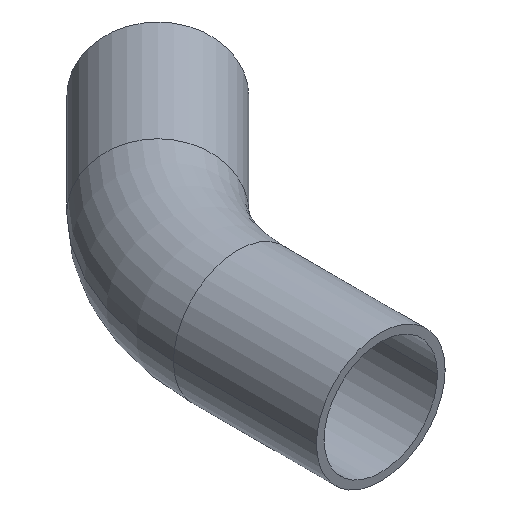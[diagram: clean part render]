
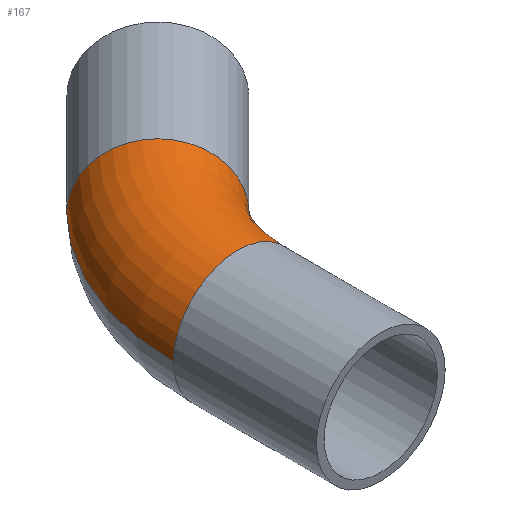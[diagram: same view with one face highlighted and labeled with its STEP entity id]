
A CAD part, isometric view. The second image highlights one B-rep face of the part: STEP entity #167.
In plain terms, the highlighted toroidal (fillet/blend) face has major radius 135 mm and minor radius 45 mm.
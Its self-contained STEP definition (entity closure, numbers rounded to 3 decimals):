
#87 = VERTEX_POINT( '', #221 );
#93 = EDGE_CURVE( '', #87, #185, #227, .T. );
#131 = EDGE_CURVE( '', #87, #171, #272, .T. );
#137 = VERTEX_POINT( '', #278 );
#155 = EDGE_CURVE( '', #137, #171, #296, .T. );
#159 = EDGE_CURVE( '', #137, #185, #301, .T. );
#167 = ADVANCED_FACE( '', ( #312 ), #313, .T. );
#171 = VERTEX_POINT( '', #317 );
#185 = VERTEX_POINT( '', #333 );
#221 = CARTESIAN_POINT( '', ( 45., 100., 0. ) );
#227 = CIRCLE( '', #374, 45. );
#272 = CIRCLE( '', #427, 90. );
#278 = CARTESIAN_POINT( '', ( 7.721, 227.279, 0. ) );
#296 = CIRCLE( '', #457, 45. );
#301 = CIRCLE( '', #463, 180. );
#312 = FACE_OUTER_BOUND( '', #476, .T. );
#313 = TOROIDAL_SURFACE( '', #477, 135., 45. );
#317 = CARTESIAN_POINT( '', ( 71.36, 163.64, 0. ) );
#333 = CARTESIAN_POINT( '', ( -45., 100., 0. ) );
#374 = AXIS2_PLACEMENT_3D( '', #534, #535, #536 );
#427 = AXIS2_PLACEMENT_3D( '', #601, #602, #603 );
#457 = AXIS2_PLACEMENT_3D( '', #618, #619, #620 );
#463 = AXIS2_PLACEMENT_3D( '', #629, #630, #631 );
#476 = EDGE_LOOP( '', ( #650, #651, #652, #653 ) );
#477 = AXIS2_PLACEMENT_3D( '', #654, #655, #656 );
#534 = CARTESIAN_POINT( '', ( 0., 100., 0. ) );
#535 = DIRECTION( '', ( 0., -1., 0. ) );
#536 = DIRECTION( '', ( -1., 0., 0. ) );
#601 = CARTESIAN_POINT( '', ( 135., 100., 0. ) );
#602 = DIRECTION( '', ( 0., 0., -1. ) );
#603 = DIRECTION( '', ( 1., 0., 0. ) );
#618 = CARTESIAN_POINT( '', ( 39.541, 195.459, 0. ) );
#619 = DIRECTION( '', ( 0.707, 0.707, 0. ) );
#620 = DIRECTION( '', ( 0.707, -0.707, 0. ) );
#629 = CARTESIAN_POINT( '', ( 135., 100., 0. ) );
#630 = DIRECTION( '', ( 0., 0., 1. ) );
#631 = DIRECTION( '', ( 1., 0., 0. ) );
#650 = ORIENTED_EDGE( '', *, *, #159, .T. );
#651 = ORIENTED_EDGE( '', *, *, #93, .F. );
#652 = ORIENTED_EDGE( '', *, *, #131, .T. );
#653 = ORIENTED_EDGE( '', *, *, #155, .F. );
#654 = CARTESIAN_POINT( '', ( 135., 100., 0. ) );
#655 = DIRECTION( '', ( 0., 0., 1. ) );
#656 = DIRECTION( '', ( 1., 0., 0. ) );
